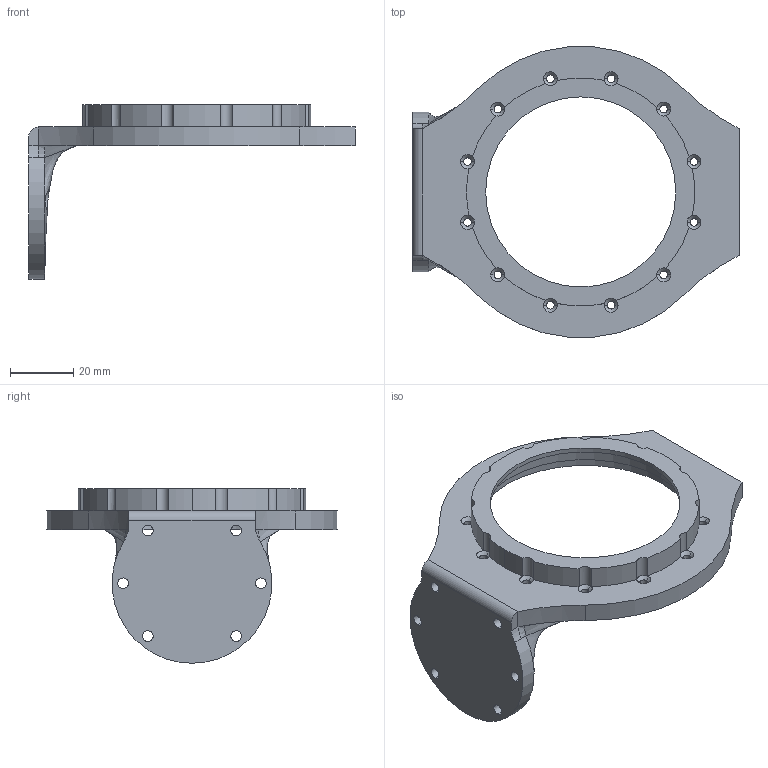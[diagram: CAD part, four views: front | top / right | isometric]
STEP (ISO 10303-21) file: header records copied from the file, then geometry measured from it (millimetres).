
FILE_DESCRIPTION (( 'STEP AP203' ), '1' );
FILE_NAME ('鷕窒盓殤1.STEP', '2022-03-27T08:40:47', ( '' ), ( '' ), 'SwSTEP 2.0', 'SolidWorks 2021', '' );
FILE_SCHEMA (( 'CONFIG_CONTROL_DESIGN' ));
Length unit declared in the file: millimetre
Products named in the file (1): 鷕窒盓殤1
Bounding box: 103 x 91.65 x 55.07 mm (x, y, z)
Volume: 30461.5 mm3; surface area: 19857.7 mm2
Topology: 1 solids, 1 shells, 148 faces, 391 edges, 230 vertices
Faces by surface type: cylinder 96, cone 36, plane 11, bspline 5
Entity records: 5206 total; most frequent: CARTESIAN_POINT 1326, DIRECTION 867, ORIENTED_EDGE 774, EDGE_CURVE 387, AXIS2_PLACEMENT_3D 359, VERTEX_POINT 230, CIRCLE 215, EDGE_LOOP 175
